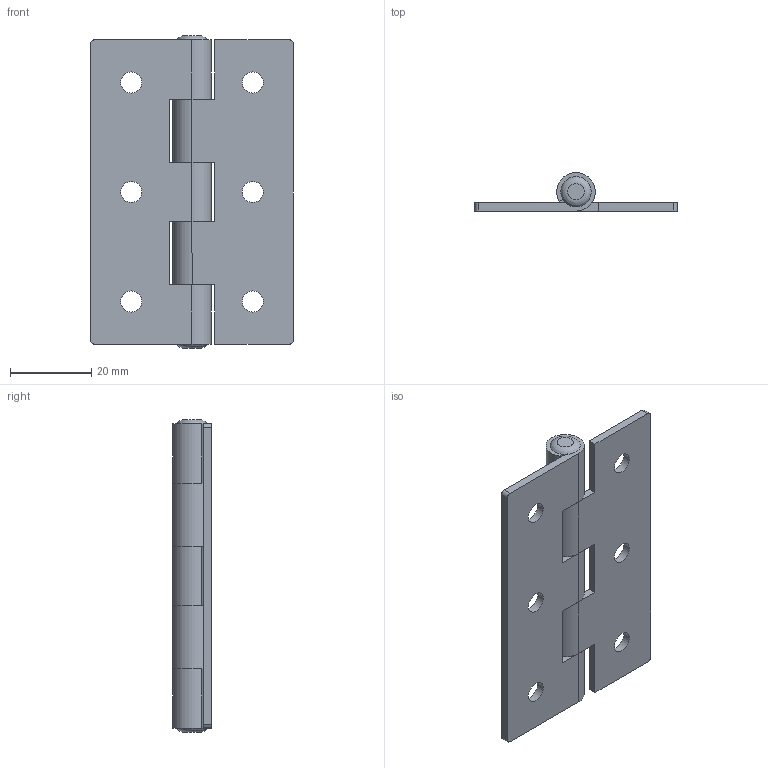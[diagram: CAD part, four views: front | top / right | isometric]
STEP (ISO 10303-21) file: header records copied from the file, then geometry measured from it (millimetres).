
FILE_DESCRIPTION(/* description */ (''),/* implementation_level */ '2;1');
FILE_NAME(/* name */ 'HG7550-20.stp',/* time_stamp */ '2025-11-05T15:15:11+09:00',/* author */ ('user'),/* organization */ (''),/* preprocessor_version */ 'ST-DEVELOPER v15.6',/* originating_system */ 'Autodesk Inventor 2015',/* authorisation */ '');
FILE_SCHEMA (('AUTOMOTIVE_DESIGN { 1 0 10303 214 3 1 1 }'));
Length unit declared in the file: millimetre
Products named in the file (3): HG7550-20-P1; HG7550-20-P2; HG7550-20
Bounding box: 50 x 9.5 x 77 mm (x, y, z)
Volume: 11197.8 mm3; surface area: 12241.8 mm2
Topology: 3 solids, 3 shells, 55 faces, 148 edges, 101 vertices
Faces by surface type: plane 32, cylinder 21, torus 2
Full cylindrical faces by diameter (mm): 5.2 x6, 5.5 x1
Entity records: 1731 total; most frequent: DIRECTION 298, CARTESIAN_POINT 286, ORIENTED_EDGE 264, EDGE_CURVE 132, AXIS2_PLACEMENT_3D 106, VERTEX_POINT 94, LINE 86, VECTOR 86
